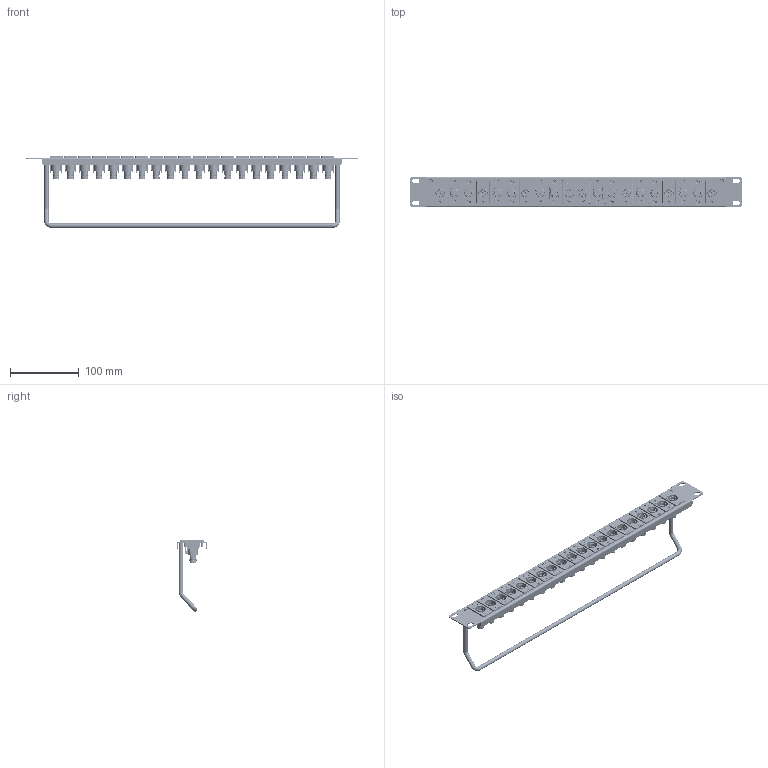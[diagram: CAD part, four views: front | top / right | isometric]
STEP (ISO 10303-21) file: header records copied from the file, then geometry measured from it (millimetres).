
FILE_DESCRIPTION(/* description */ (''),/* implementation_level */ '2;1');
FILE_NAME(/* name */ 'CP30190 20x SLIM 50ohm BNC.stp',/* time_stamp */ '2022-05-19T11:53:09+01:00',/* author */ ('tottley'),/* organization */ (''),/* preprocessor_version */ 'ST-DEVELOPER v18.1',/* originating_system */ 'Autodesk Inventor 2022',/* authorisation */ '');
FILE_SCHEMA (('AUTOMOTIVE_DESIGN { 1 0 10303 214 3 1 1 }'));
Length unit declared in the file: millimetre
Products named in the file (5): SLIM loaded panel; CP30150SA2 issue 2 Cable Bar; 1U Slim FT Panel 16-way; CP30637 50ohm BNC csk; IFI 513 - M3x0.5 x 10
Assembly tree (64 placements, depth 2):
  SLIM loaded panel
    CP30150SA2 issue 2 Cable Bar
    IFI 513 - M3x0.5 x 10  x42
    1U Slim FT Panel 16-way
    CP30637 50ohm BNC csk  x20
Bounding box: 482.6 x 44.05 x 103.9 mm (x, y, z)
Volume: 154393.5 mm3; surface area: 222605.5 mm2
Topology: 64 solids, 64 shells, 9057 faces, 25861 edges, 16852 vertices
Faces by surface type: plane 5264, cylinder 1661, cone 1100, bspline 680, torus 352
Full cylindrical faces by diameter (mm): 1.45 x20, 1.508 x20, 1.51 x20, 2 x80, 2.008 x20, 2.01 x20, 2.1 x40, 2.4 x40, 2.459 x2, 3 x42, 3.2 x40, 3.5 x2, 4.4 x40, 5.2 x42, 6.35 x5, 7 x20, 8 x20, 8.06 x20, 9.6 x80, 15 x20
Entity records: 32962 total; most frequent: CARTESIAN_POINT 15469, ORIENTED_EDGE 3512, DIRECTION 3415, EDGE_CURVE 1756, AXIS2_PLACEMENT_3D 1159, VERTEX_POINT 1147, LINE 1097, VECTOR 1097
